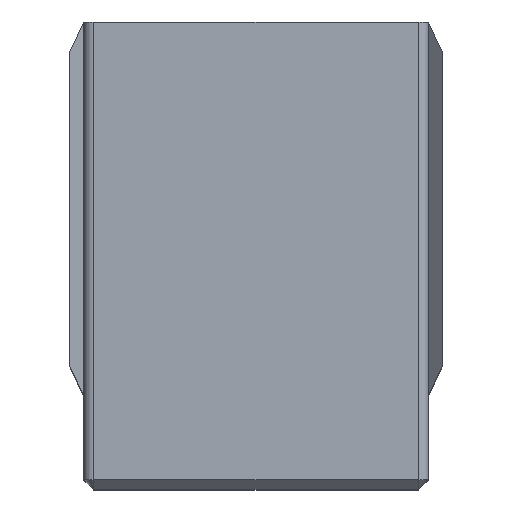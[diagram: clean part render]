
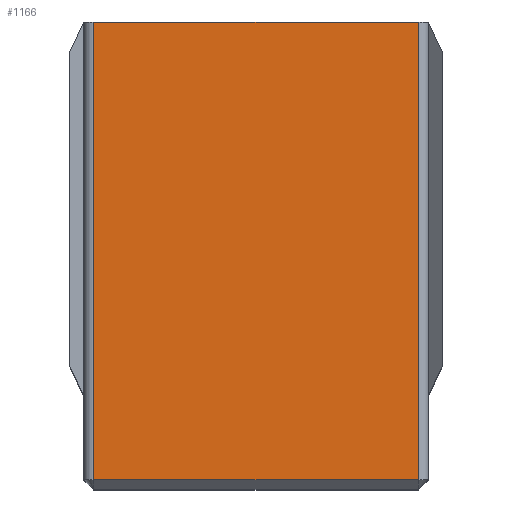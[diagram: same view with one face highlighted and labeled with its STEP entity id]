
A CAD part, top view. The second image highlights one B-rep face of the part: STEP entity #1166.
In plain terms, the highlighted planar face has unit normal (0, 0, 1).
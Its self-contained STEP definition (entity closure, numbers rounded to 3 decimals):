
#226=VERTEX_POINT('',#2403);
#230=VERTEX_POINT('',#2414);
#243=VERTEX_POINT('',#2460);
#254=VERTEX_POINT('',#2502);
#332=VECTOR('',#1384,1.);
#351=VECTOR('',#1425,1.);
#362=VECTOR('',#1471,1.);
#364=VECTOR('',#1478,1.);
#444=LINE('',#2415,#332);
#463=LINE('',#2459,#351);
#474=LINE('',#2503,#362);
#476=LINE('',#2509,#364);
#577=EDGE_CURVE('',#230,#226,#444,.T.);
#602=EDGE_CURVE('',#226,#243,#463,.T.);
#621=EDGE_CURVE('',#254,#230,#474,.T.);
#624=EDGE_CURVE('',#254,#243,#476,.T.);
#873=ORIENTED_EDGE('',*,*,#577,.F.);
#874=ORIENTED_EDGE('',*,*,#621,.F.);
#875=ORIENTED_EDGE('',*,*,#624,.T.);
#876=ORIENTED_EDGE('',*,*,#602,.F.);
#1012=EDGE_LOOP('',(#873,#874,#875,#876));
#1096=FACE_BOUND('',#1012,.T.);
#1166=ADVANCED_FACE('',(#1096),#2575,.T.);
#1250=AXIS2_PLACEMENT_3D('',#2508,#1477,$);
#1384=DIRECTION('',(-1.,0.,0.));
#1425=DIRECTION('',(0.,1.,0.));
#1471=DIRECTION('',(0.,-1.,0.));
#1477=DIRECTION('',(0.,0.,1.));
#1478=DIRECTION('',(-1.,0.,0.));
#2403=CARTESIAN_POINT('',(-16.5,-1.5,17.5));
#2414=CARTESIAN_POINT('',(16.5,-1.5,17.5));
#2415=CARTESIAN_POINT('',(0.,-1.5,17.5));
#2459=CARTESIAN_POINT('',(-16.5,0.,17.5));
#2460=CARTESIAN_POINT('',(-16.5,45.,17.5));
#2502=CARTESIAN_POINT('',(16.5,45.,17.5));
#2503=CARTESIAN_POINT('',(16.5,0.,17.5));
#2508=CARTESIAN_POINT('',(0.,0.,17.5));
#2509=CARTESIAN_POINT('',(17.5,45.,17.5));
#2575=PLANE('',#1250);
